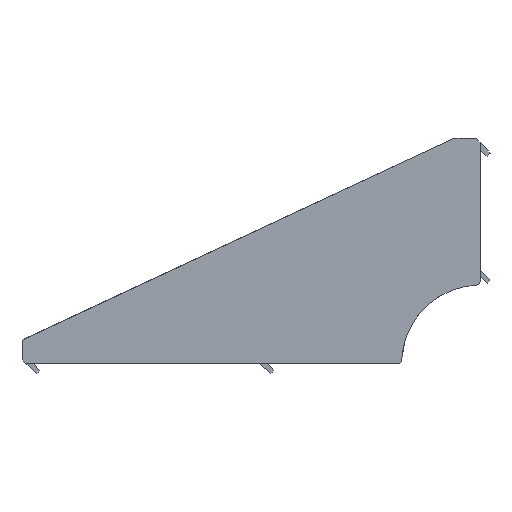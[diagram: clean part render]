
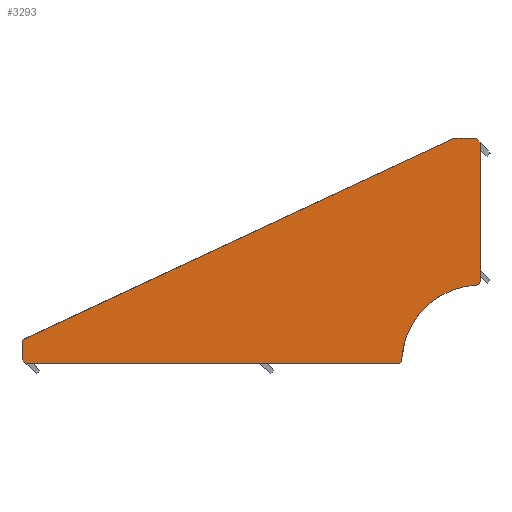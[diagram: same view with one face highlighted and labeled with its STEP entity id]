
A CAD part, left-side view. The second image highlights one B-rep face of the part: STEP entity #3293.
In plain terms, the highlighted planar face has unit normal (-1, 0, 0).
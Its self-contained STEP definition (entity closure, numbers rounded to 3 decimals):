
#90=CIRCLE('',#3507,1.5);
#91=CIRCLE('',#3508,30.);
#92=CIRCLE('',#3509,1.5);
#279=ORIENTED_EDGE('',*,*,#1269,.F.);
#280=ORIENTED_EDGE('',*,*,#1219,.F.);
#281=ORIENTED_EDGE('',*,*,#1270,.F.);
#282=ORIENTED_EDGE('',*,*,#1271,.T.);
#283=ORIENTED_EDGE('',*,*,#1272,.F.);
#284=ORIENTED_EDGE('',*,*,#1273,.F.);
#285=ORIENTED_EDGE('',*,*,#1274,.F.);
#286=ORIENTED_EDGE('',*,*,#1275,.F.);
#287=ORIENTED_EDGE('',*,*,#1276,.F.);
#288=ORIENTED_EDGE('',*,*,#1245,.F.);
#1219=EDGE_CURVE('',#1716,#1717,#2029,.T.);
#1245=EDGE_CURVE('',#1739,#1741,#2053,.T.);
#1269=EDGE_CURVE('',#1717,#1739,#2071,.T.);
#1270=EDGE_CURVE('',#1762,#1716,#90,.T.);
#1271=EDGE_CURVE('',#1762,#1763,#91,.T.);
#1272=EDGE_CURVE('',#1764,#1763,#92,.T.);
#1273=EDGE_CURVE('',#1765,#1764,#2072,.T.);
#1274=EDGE_CURVE('',#1766,#1765,#2073,.T.);
#1275=EDGE_CURVE('',#1767,#1766,#2074,.T.);
#1276=EDGE_CURVE('',#1741,#1767,#2075,.T.);
#1716=VERTEX_POINT('',#4800);
#1717=VERTEX_POINT('',#4802);
#1739=VERTEX_POINT('',#4850);
#1741=VERTEX_POINT('',#4853);
#1762=VERTEX_POINT('',#4901);
#1763=VERTEX_POINT('',#4903);
#1764=VERTEX_POINT('',#4905);
#1765=VERTEX_POINT('',#4907);
#1766=VERTEX_POINT('',#4909);
#1767=VERTEX_POINT('',#4911);
#2029=LINE('',#4801,#2416);
#2053=LINE('',#4852,#2440);
#2071=LINE('',#4899,#2458);
#2072=LINE('',#4906,#2459);
#2073=LINE('',#4908,#2460);
#2074=LINE('',#4910,#2461);
#2075=LINE('',#4912,#2462);
#2416=VECTOR('',#3826,1000.);
#2440=VECTOR('',#3856,1000.);
#2458=VECTOR('',#3890,1000.);
#2459=VECTOR('',#3897,1000.);
#2460=VECTOR('',#3898,1000.);
#2461=VECTOR('',#3899,1000.);
#2462=VECTOR('',#3900,1000.);
#2778=EDGE_LOOP('',(#279,#280,#281,#282,#283,#284,#285,#286,#287,#288));
#2972=FACE_BOUND('',#2778,.T.);
#3163=PLANE('',#3506);
#3293=ADVANCED_FACE('',(#2972),#3163,.F.);
#3506=AXIS2_PLACEMENT_3D('',#4898,#3888,#3889);
#3507=AXIS2_PLACEMENT_3D('',#4900,#3891,#3892);
#3508=AXIS2_PLACEMENT_3D('',#4902,#3893,#3894);
#3509=AXIS2_PLACEMENT_3D('',#4904,#3895,#3896);
#3826=DIRECTION('',(0.,1.,0.));
#3856=DIRECTION('',(0.,0.,1.));
#3888=DIRECTION('',(1.,0.,0.));
#3889=DIRECTION('',(0.,0.,-1.));
#3890=DIRECTION('',(0.,0.707,0.707));
#3891=DIRECTION('',(1.,0.,0.));
#3892=DIRECTION('',(0.,0.,-1.));
#3893=DIRECTION('',(1.,0.,0.));
#3894=DIRECTION('',(0.,0.,-1.));
#3895=DIRECTION('',(1.,0.,0.));
#3896=DIRECTION('',(0.,0.,-1.));
#3897=DIRECTION('',(0.,0.,-1.));
#3898=DIRECTION('',(0.,-0.707,-0.707));
#3899=DIRECTION('',(0.,-1.,0.));
#3900=DIRECTION('',(0.,-0.906,0.423));
#4800=CARTESIAN_POINT('',(-21.5,31.464,0.));
#4801=CARTESIAN_POINT('',(-21.5,31.464,0.));
#4802=CARTESIAN_POINT('',(-21.5,173.589,0.));
#4850=CARTESIAN_POINT('',(-21.5,175.,1.411));
#4852=CARTESIAN_POINT('',(-21.5,175.,0.));
#4853=CARTESIAN_POINT('',(-21.5,175.,9.));
#4898=CARTESIAN_POINT('',(-21.5,1.5,31.464));
#4899=CARTESIAN_POINT('',(-21.5,103.277,-70.312));
#4900=CARTESIAN_POINT('',(-21.5,31.464,1.5));
#4901=CARTESIAN_POINT('',(-21.5,29.966,1.429));
#4902=CARTESIAN_POINT('',(-21.5,0.,0.));
#4903=CARTESIAN_POINT('',(-21.5,1.429,29.966));
#4904=CARTESIAN_POINT('',(-21.5,1.5,31.464));
#4905=CARTESIAN_POINT('',(-21.5,0.,31.464));
#4906=CARTESIAN_POINT('',(-21.5,0.,84.589));
#4907=CARTESIAN_POINT('',(-21.5,0.,84.589));
#4908=CARTESIAN_POINT('',(-21.5,1.411,86.));
#4909=CARTESIAN_POINT('',(-21.5,1.411,86.));
#4910=CARTESIAN_POINT('',(-21.5,10.,86.));
#4911=CARTESIAN_POINT('',(-21.5,10.,86.));
#4912=CARTESIAN_POINT('',(-21.5,175.,9.));
